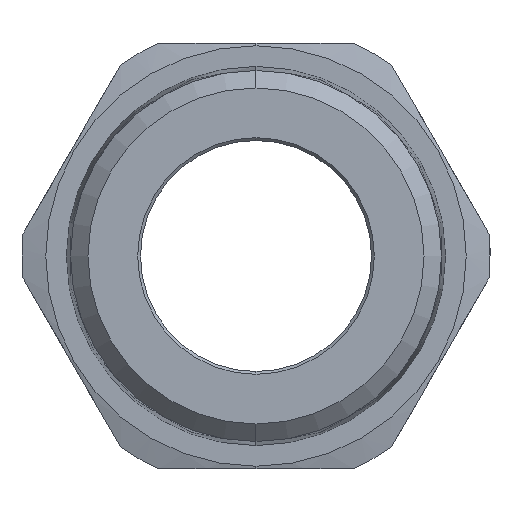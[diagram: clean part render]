
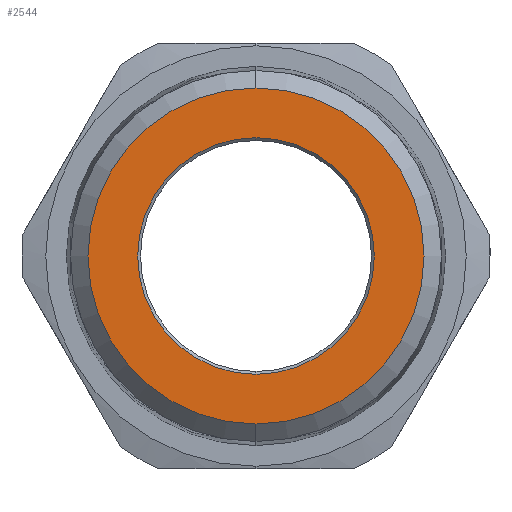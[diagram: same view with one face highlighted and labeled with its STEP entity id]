
A CAD part, left-side view. The second image highlights one B-rep face of the part: STEP entity #2544.
In plain terms, the highlighted planar face has unit normal (-1, 0, 0).
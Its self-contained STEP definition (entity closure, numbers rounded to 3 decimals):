
#249 = AXIS2_PLACEMENT_3D ( 'NONE', #301, #781, #3078 ) ;
#254 = CARTESIAN_POINT ( 'NONE',  ( -51.3, 0., 0. ) ) ;
#301 = CARTESIAN_POINT ( 'NONE',  ( -51.3, 0., 0. ) ) ;
#355 = VERTEX_POINT ( 'NONE', #766 ) ;
#372 = EDGE_LOOP ( 'NONE', ( #1038, #1364 ) ) ;
#393 = DIRECTION ( 'NONE',  ( -1., 0., 0. ) ) ;
#447 = CIRCLE ( 'NONE', #3084, 14.801 ) ;
#484 = FACE_OUTER_BOUND ( 'NONE', #3202, .T. ) ;
#580 = VERTEX_POINT ( 'NONE', #1119 ) ;
#619 = CARTESIAN_POINT ( 'NONE',  ( -51.3, 0., 0. ) ) ;
#692 = CIRCLE ( 'NONE', #2688, 14.801 ) ;
#766 = CARTESIAN_POINT ( 'NONE',  ( -51.3, 0., 14.801 ) ) ;
#781 = DIRECTION ( 'NONE',  ( 1., 0., 0. ) ) ;
#910 = DIRECTION ( 'NONE',  ( 0., 0., 1. ) ) ;
#1038 = ORIENTED_EDGE ( 'NONE', *, *, #2172, .T. ) ;
#1043 = ORIENTED_EDGE ( 'NONE', *, *, #1399, .T. ) ;
#1119 = CARTESIAN_POINT ( 'NONE',  ( -51.3, 0., -10.425 ) ) ;
#1124 = DIRECTION ( 'NONE',  ( 0., 0., 1. ) ) ;
#1147 = CARTESIAN_POINT ( 'NONE',  ( -51.3, 0., 0. ) ) ;
#1251 = CIRCLE ( 'NONE', #2013, 10.425 ) ;
#1364 = ORIENTED_EDGE ( 'NONE', *, *, #1858, .T. ) ;
#1399 = EDGE_CURVE ( 'NONE', #355, #1778, #692, .T. ) ;
#1408 = CARTESIAN_POINT ( 'NONE',  ( -51.3, 0., 10.425 ) ) ;
#1657 = ORIENTED_EDGE ( 'NONE', *, *, #2502, .T. ) ;
#1778 = VERTEX_POINT ( 'NONE', #2990 ) ;
#1781 = DIRECTION ( 'NONE',  ( 0., 0., 1. ) ) ;
#1858 = EDGE_CURVE ( 'NONE', #580, #2450, #1251, .T. ) ;
#1909 = FACE_BOUND ( 'NONE', #372, .T. ) ;
#2013 = AXIS2_PLACEMENT_3D ( 'NONE', #3023, #3270, #1781 ) ;
#2036 = DIRECTION ( 'NONE',  ( 0., 0., 1. ) ) ;
#2083 = CIRCLE ( 'NONE', #249, 10.425 ) ;
#2135 = AXIS2_PLACEMENT_3D ( 'NONE', #1147, #2906, #910 ) ;
#2172 = EDGE_CURVE ( 'NONE', #2450, #580, #2083, .T. ) ;
#2450 = VERTEX_POINT ( 'NONE', #1408 ) ;
#2502 = EDGE_CURVE ( 'NONE', #1778, #355, #447, .T. ) ;
#2544 = ADVANCED_FACE ( 'NONE', ( #1909, #484 ), #2872, .T. ) ;
#2688 = AXIS2_PLACEMENT_3D ( 'NONE', #254, #3045, #2036 ) ;
#2872 = PLANE ( 'NONE',  #2135 ) ;
#2906 = DIRECTION ( 'NONE',  ( -1., 0., 0. ) ) ;
#2990 = CARTESIAN_POINT ( 'NONE',  ( -51.3, 0., -14.801 ) ) ;
#3023 = CARTESIAN_POINT ( 'NONE',  ( -51.3, 0., 0. ) ) ;
#3045 = DIRECTION ( 'NONE',  ( -1., 0., 0. ) ) ;
#3078 = DIRECTION ( 'NONE',  ( 0., 0., 1. ) ) ;
#3084 = AXIS2_PLACEMENT_3D ( 'NONE', #619, #393, #1124 ) ;
#3202 = EDGE_LOOP ( 'NONE', ( #1657, #1043 ) ) ;
#3270 = DIRECTION ( 'NONE',  ( 1., 0., 0. ) ) ;
